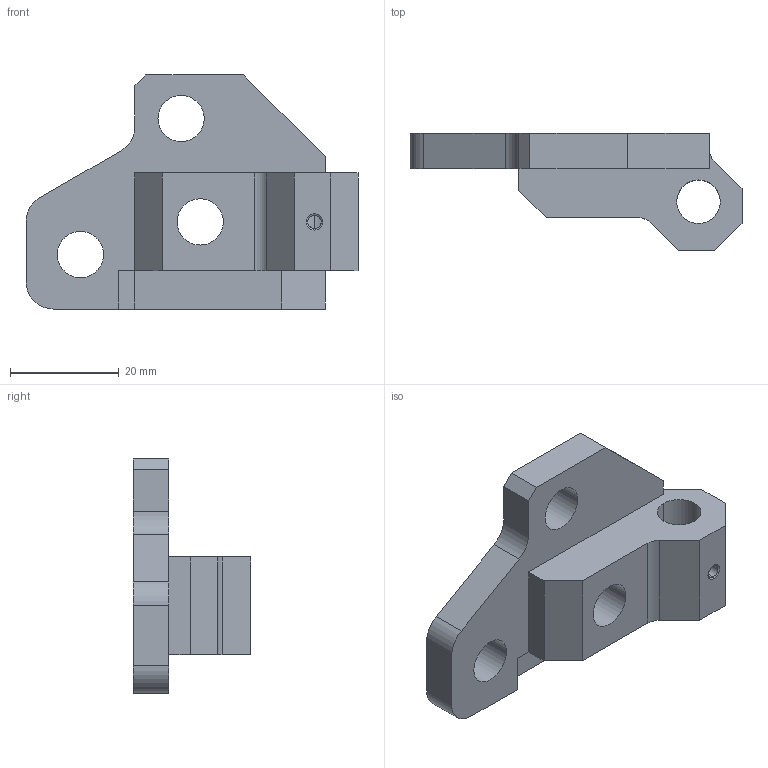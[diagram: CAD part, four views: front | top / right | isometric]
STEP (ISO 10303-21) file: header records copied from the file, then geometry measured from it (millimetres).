
FILE_DESCRIPTION((''), '2;1');
FILE_NAME('','',(''),(''),'','','');
FILE_SCHEMA(('AUTOMOTIVE_DESIGN { 1 0 10303 214 1 1 1 1 }'));
Length unit declared in the file: millimetre
Products named in the file (1): MD_C13_790
Bounding box: 61 x 21.59 x 43 mm (x, y, z)
Volume: 16561.1 mm3; surface area: 7095.6 mm2
Topology: 1 solids, 2 shells, 44 faces, 123 edges, 80 vertices
Faces by surface type: plane 23, cylinder 17, cone 2, bspline 2
Entity records: 2397 total; most frequent: CARTESIAN_POINT 701, DIRECTION 278, ORIENTED_EDGE 242, EDGE_CURVE 123, VECTOR 99, LINE 99, AXIS2_PLACEMENT_3D 88, VERTEX_POINT 80
